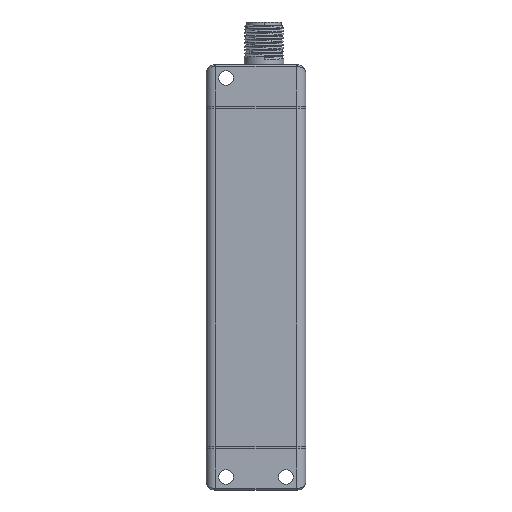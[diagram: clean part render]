
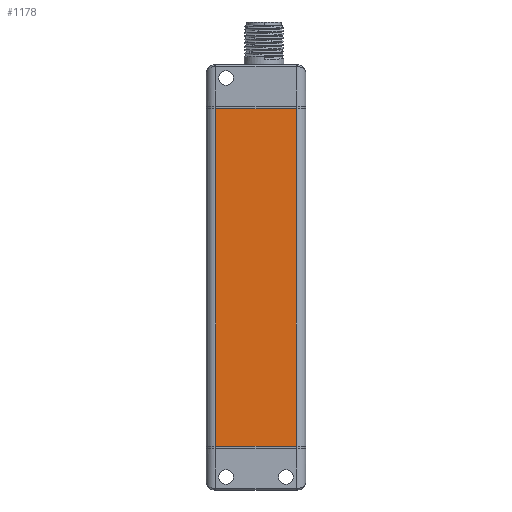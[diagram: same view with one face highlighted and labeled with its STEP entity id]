
A CAD part, front view. The second image highlights one B-rep face of the part: STEP entity #1178.
In plain terms, the highlighted face is planar.
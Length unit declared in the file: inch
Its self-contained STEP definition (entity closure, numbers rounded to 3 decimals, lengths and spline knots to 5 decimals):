
#143=DIRECTION('',(1.,0.,0.));
#144=VECTOR('',#143,0.96);
#145=CARTESIAN_POINT('',(0.11,0.,0.));
#146=LINE('',#145,#144);
#198=DIRECTION('',(0.,-1.,0.));
#199=VECTOR('',#198,4.);
#200=CARTESIAN_POINT('',(1.07,4.,0.));
#201=LINE('',#200,#199);
#207=DIRECTION('',(0.,-1.,0.));
#208=VECTOR('',#207,4.);
#209=CARTESIAN_POINT('',(0.11,4.,0.));
#210=LINE('',#209,#208);
#263=DIRECTION('',(1.,0.,0.));
#264=VECTOR('',#263,0.96);
#265=CARTESIAN_POINT('',(0.11,4.,0.));
#266=LINE('',#265,#264);
#729=CARTESIAN_POINT('',(0.11,4.,0.));
#730=CARTESIAN_POINT('',(0.11,0.,0.));
#731=VERTEX_POINT('',#729);
#732=VERTEX_POINT('',#730);
#741=CARTESIAN_POINT('',(1.07,0.,0.));
#742=VERTEX_POINT('',#741);
#743=CARTESIAN_POINT('',(1.07,4.,0.));
#744=VERTEX_POINT('',#743);
#1165=CARTESIAN_POINT('',(0.,0.,0.));
#1166=DIRECTION('',(0.,0.,1.));
#1167=DIRECTION('',(1.,0.,0.));
#1168=AXIS2_PLACEMENT_3D('',#1165,#1166,#1167);
#1169=PLANE('',#1168);
#1171=ORIENTED_EDGE('',*,*,#1170,.F.);
#1173=ORIENTED_EDGE('',*,*,#1172,.T.);
#1174=ORIENTED_EDGE('',*,*,#1158,.T.);
#1175=ORIENTED_EDGE('',*,*,#1050,.F.);
#1176=EDGE_LOOP('',(#1171,#1173,#1174,#1175));
#1177=FACE_OUTER_BOUND('',#1176,.F.);
#1178=ADVANCED_FACE('',(#1177),#1169,.T.);
#1050=EDGE_CURVE('',#732,#742,#146,.T.);
#1158=EDGE_CURVE('',#744,#742,#201,.T.);
#1170=EDGE_CURVE('',#731,#732,#210,.T.);
#1172=EDGE_CURVE('',#731,#744,#266,.T.);
